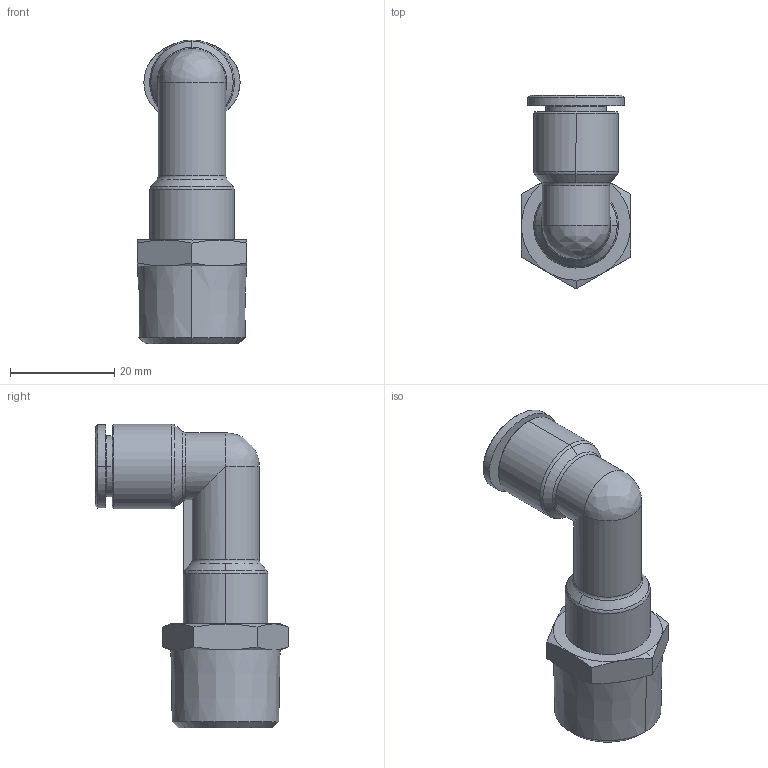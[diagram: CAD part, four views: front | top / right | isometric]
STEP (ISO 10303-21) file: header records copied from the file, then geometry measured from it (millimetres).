
FILE_DESCRIPTION (( 'STEP AP214' ), '1' );
FILE_NAME ('PLLP10-04.stp', '2015-09-16T07:04:28', ( '' ), ( '' ), 'SwSTEP 2.0', 'SolidWorks 2015', '' );
FILE_SCHEMA (( 'AUTOMOTIVE_DESIGN' ));
Length unit declared in the file: millimetre
Products named in the file (2): ~~~~~~~~~~~~~~ｦ+ﾃｦ1; PLLP10-04
Assembly tree (1 placements, depth 2):
  PLLP10-04
    ~~~~~~~~~~~~~~ｦ+ﾃｦ1
Bounding box: 21 x 37.12 x 58.45 mm (x, y, z)
Volume: 12102.7 mm3; surface area: 6138.6 mm2
Topology: 1 solids, 1 shells, 455 faces, 1286 edges, 848 vertices
Faces by surface type: plane 391, cone 33, cylinder 15, bspline 13, torus 3
Entity records: 15969 total; most frequent: CARTESIAN_POINT 3551, ORIENTED_EDGE 2570, DIRECTION 2205, EDGE_CURVE 1285, VECTOR 1147, LINE 1147, VERTEX_POINT 848, AXIS2_PLACEMENT_3D 529
